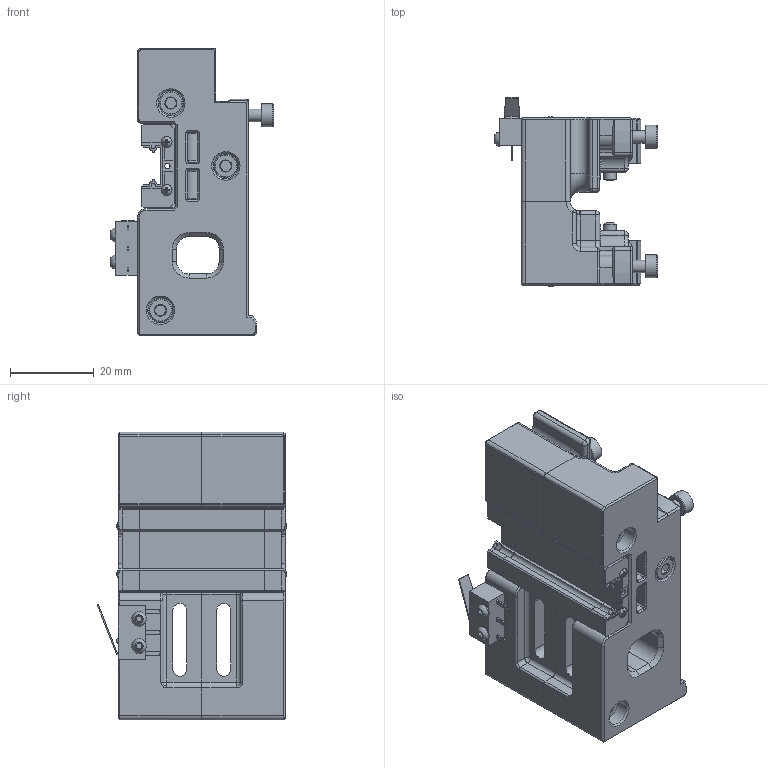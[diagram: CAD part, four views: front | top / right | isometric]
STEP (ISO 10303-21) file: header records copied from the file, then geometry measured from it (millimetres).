
FILE_DESCRIPTION(/* description */ (''),/* implementation_level */ '2;1');
FILE_NAME(/* name */ 'Single MGN9H Carriage-CW2.step.step',/* time_stamp */ '2022-09-13T11:24:43-04:00',/* author */ (''),/* organization */ (''),/* preprocessor_version */ 'ST-DEVELOPER v19',/* originating_system */ 'Autodesk Translation Framework v11.7.0.108',/* authorisation */ '');
FILE_SCHEMA (('AUTOMOTIVE_DESIGN { 1 0 10303 214 3 1 1 }'));
Products named in the file (33): Single MGN9H Carriage-CW2; Single MGN9H; X Carriage Frame Single MGN9-CW2; Belt Clamp (1); 3x6mm Magnet (1); MGN9H (1) (1); MGN9H - Carriage (9); MGN9H - Carriage (1) (1); MGN9H - Carriage (2) (1); MGN9H - Carriage (3) (1); MGN9H - Carriage (4) (1); MGN9H - Carriage (5) (1); MGN9H - Carriage (6) (1); MGN9H - Carriage (7) (1); MGN9H - Carriage (8) (1); Belt Clamp (1)_1; M3x30 SHCS (1) (1); M3x12 SHCS (1) (1); M3 Hext Nut (1); M3x16 SHCS (2) (2); M3x8 SHCS (1) (1); M3 Threaded Insert (1) (1); D2F_L; D2F_L_ACTUATOR; D2F_L_BASE; M2x10 Self-tapping Screw; M3 Threaded Insert (1) (1) (2); M3 Threaded Insert (1) (1) (1); M3 Threaded Insert (1) (1) (1) (1); M3x16 SHCS (2) (2) (1); M3x16 SHCS (2) (2) (2); M3 Threaded Insert (1) (1) (1) (1) (1); M3 Threaded Insert (1) (1) (1) (1) (2)
Assembly tree (44 placements, depth 5):
  Single MGN9H Carriage-CW2
    Single MGN9H
      X Carriage Frame Single MGN9-CW2
        Belt Clamp (1)
          M3 Threaded Insert (1) (1)
        3x6mm Magnet (1)
        M3x30 SHCS (1) (1)  x2
        M3x8 SHCS (1) (1)  x4
        M3x12 SHCS (1) (1)  x2
        M3x16 SHCS (2) (2)  x2
        MGN9H (1) (1)
          MGN9H - Carriage (9)
          MGN9H - Carriage (1) (1)
          MGN9H - Carriage (2) (1)
          MGN9H - Carriage (3) (1)
          MGN9H - Carriage (4) (1)
          MGN9H - Carriage (5) (1)
          MGN9H - Carriage (6) (1)
          MGN9H - Carriage (7) (1)
          MGN9H - Carriage (8) (1)
        Belt Clamp (1)_1
          M3 Threaded Insert (1) (1)
        M3 Hext Nut (1)  x2
        M3 Threaded Insert (1) (1)  x2
        D2F_L
          D2F_L_ACTUATOR
          D2F_L_BASE
          M2x10 Self-tapping Screw  x2
        M3 Threaded Insert (1) (1) (1)  x2
        M3 Threaded Insert (1) (1) (2)
        M3 Threaded Insert (1) (1) (1) (1)
        M3x16 SHCS (2) (2) (1)
        M3x16 SHCS (2) (2) (2)
        M3 Threaded Insert (1) (1) (1) (1) (1)
        M3 Threaded Insert (1) (1) (1) (1) (2)
Bounding box: 39 x 45.33 x 68.75 mm (x, y, z)
Volume: 43431.2 mm3; surface area: 28244.8 mm2
Topology: 38 solids, 38 shells, 1980 faces, 5037 edges, 3184 vertices
Faces by surface type: plane 753, bspline 485, cylinder 441, cone 227, torus 53, sphere 21
Full cylindrical faces by diameter (mm): 1.288 x5, 1.6 x2, 2 x3, 2.2 x1, 2.603 x4, 2.9 x8, 3 x16, 3.4 x8, 3.5 x6, 4.2 x6, 4.25 x6, 4.5 x2, 4.6 x6, 4.7 x2, 5 x2, 5.5 x10, 6 x7
Entity records: 62566 total; most frequent: CARTESIAN_POINT 21160, ORIENTED_EDGE 8850, DIRECTION 7839, EDGE_CURVE 4425, AXIS2_PLACEMENT_3D 2921, VERTEX_POINT 2815, LINE 1997, VECTOR 1997
